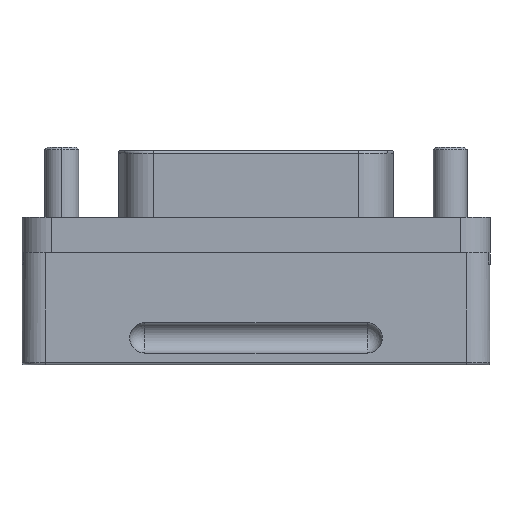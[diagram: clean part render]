
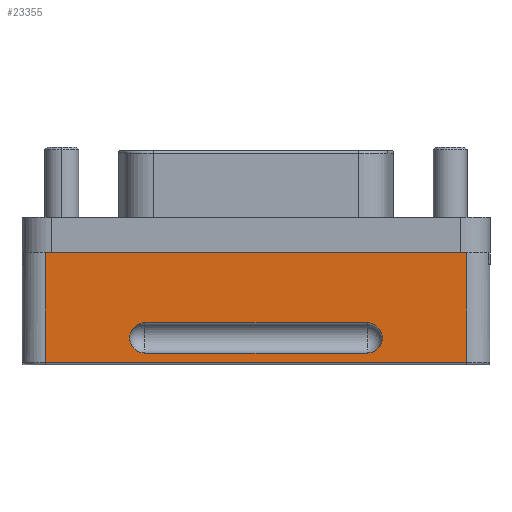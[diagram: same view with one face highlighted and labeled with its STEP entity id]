
A CAD part, front view. The second image highlights one B-rep face of the part: STEP entity #23355.
In plain terms, the highlighted planar face has unit normal (0, -1, 0).
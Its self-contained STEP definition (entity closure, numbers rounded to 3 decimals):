
#522 = DIRECTION ( 'NONE',  ( 1., 0., 0. ) ) ;
#544 = FACE_BOUND ( 'NONE', #5432, .T. ) ;
#1468 = VERTEX_POINT ( 'NONE', #22357 ) ;
#1484 = VECTOR ( 'NONE', #12689, 1000. ) ;
#2385 = DIRECTION ( 'NONE',  ( 0., 0., 1. ) ) ;
#2405 = DIRECTION ( 'NONE',  ( 0., 0., -1. ) ) ;
#2604 = EDGE_CURVE ( 'NONE', #8962, #5543, #11215, .T. ) ;
#2814 = CARTESIAN_POINT ( 'NONE',  ( 9.5, -6., 1. ) ) ;
#3810 = DIRECTION ( 'NONE',  ( 0., 1., 0. ) ) ;
#4224 = CARTESIAN_POINT ( 'NONE',  ( -20., -6., 0.2 ) ) ;
#4227 = ORIENTED_EDGE ( 'NONE', *, *, #2604, .T. ) ;
#4976 = EDGE_CURVE ( 'NONE', #1468, #16274, #20878, .T. ) ;
#5148 = EDGE_CURVE ( 'NONE', #16274, #8962, #14551, .T. ) ;
#5432 = EDGE_LOOP ( 'NONE', ( #16975, #4227, #10590, #11165 ) ) ;
#5543 = VERTEX_POINT ( 'NONE', #7022 ) ;
#5920 = DIRECTION ( 'NONE',  ( 0., 1., 0. ) ) ;
#6339 = EDGE_CURVE ( 'NONE', #6924, #18795, #20571, .T. ) ;
#6813 = VECTOR ( 'NONE', #522, 1000. ) ;
#6924 = VERTEX_POINT ( 'NONE', #16476 ) ;
#7022 = CARTESIAN_POINT ( 'NONE',  ( -9.5, -6., 3.6 ) ) ;
#7106 = EDGE_CURVE ( 'NONE', #18795, #24994, #20653, .T. ) ;
#8179 = CARTESIAN_POINT ( 'NONE',  ( -9.5, -6., 2.3 ) ) ;
#8962 = VERTEX_POINT ( 'NONE', #24621 ) ;
#9895 = VECTOR ( 'NONE', #10708, 1000. ) ;
#10051 = VECTOR ( 'NONE', #2385, 1000. ) ;
#10379 = AXIS2_PLACEMENT_3D ( 'NONE', #8179, #3810, #23958 ) ;
#10503 = DIRECTION ( 'NONE',  ( 1., 0., 0. ) ) ;
#10590 = ORIENTED_EDGE ( 'NONE', *, *, #25949, .T. ) ;
#10609 = CARTESIAN_POINT ( 'NONE',  ( -20., -6., 9.6 ) ) ;
#10708 = DIRECTION ( 'NONE',  ( -1., 0., 0. ) ) ;
#10765 = LINE ( 'NONE', #22552, #11340 ) ;
#11165 = ORIENTED_EDGE ( 'NONE', *, *, #4976, .T. ) ;
#11215 = CIRCLE ( 'NONE', #10379, 1.3 ) ;
#11340 = VECTOR ( 'NONE', #10503, 1000. ) ;
#12689 = DIRECTION ( 'NONE',  ( 1., 0., 0. ) ) ;
#12693 = CARTESIAN_POINT ( 'NONE',  ( 9.5, -6., 1. ) ) ;
#13293 = EDGE_CURVE ( 'NONE', #6924, #18233, #10765, .T. ) ;
#13769 = CARTESIAN_POINT ( 'NONE',  ( 9.5, -6., 2.3 ) ) ;
#14546 = LINE ( 'NONE', #22624, #1484 ) ;
#14551 = LINE ( 'NONE', #12693, #9895 ) ;
#14598 = ORIENTED_EDGE ( 'NONE', *, *, #13293, .F. ) ;
#14620 = ORIENTED_EDGE ( 'NONE', *, *, #23298, .T. ) ;
#14973 = CARTESIAN_POINT ( 'NONE',  ( 18., -6., 9.6 ) ) ;
#15770 = VECTOR ( 'NONE', #2405, 1000. ) ;
#16274 = VERTEX_POINT ( 'NONE', #2814 ) ;
#16413 = CARTESIAN_POINT ( 'NONE',  ( 18., -6., 9.6 ) ) ;
#16476 = CARTESIAN_POINT ( 'NONE',  ( -18., -6., 9.6 ) ) ;
#16975 = ORIENTED_EDGE ( 'NONE', *, *, #5148, .T. ) ;
#17017 = CARTESIAN_POINT ( 'NONE',  ( -18., -6., 0.2 ) ) ;
#18233 = VERTEX_POINT ( 'NONE', #16413 ) ;
#18795 = VERTEX_POINT ( 'NONE', #17017 ) ;
#19954 = EDGE_LOOP ( 'NONE', ( #25388, #23997, #14620, #14598 ) ) ;
#20244 = DIRECTION ( 'NONE',  ( -1., 0., 0. ) ) ;
#20571 = LINE ( 'NONE', #22936, #15770 ) ;
#20653 = LINE ( 'NONE', #4224, #6813 ) ;
#20798 = PLANE ( 'NONE',  #25288 ) ;
#20878 = CIRCLE ( 'NONE', #25527, 1.3 ) ;
#22357 = CARTESIAN_POINT ( 'NONE',  ( 9.5, -6., 3.6 ) ) ;
#22552 = CARTESIAN_POINT ( 'NONE',  ( -20., -6., 9.6 ) ) ;
#22624 = CARTESIAN_POINT ( 'NONE',  ( 9.5, -6., 3.6 ) ) ;
#22669 = DIRECTION ( 'NONE',  ( 0., 1., 0. ) ) ;
#22794 = LINE ( 'NONE', #14973, #10051 ) ;
#22936 = CARTESIAN_POINT ( 'NONE',  ( -18., -6., 9.6 ) ) ;
#23298 = EDGE_CURVE ( 'NONE', #24994, #18233, #22794, .T. ) ;
#23355 = ADVANCED_FACE ( 'NONE', ( #544, #24520 ), #20798, .F. ) ;
#23958 = DIRECTION ( 'NONE',  ( -1., 0., 0. ) ) ;
#23997 = ORIENTED_EDGE ( 'NONE', *, *, #7106, .T. ) ;
#24520 = FACE_OUTER_BOUND ( 'NONE', #19954, .T. ) ;
#24621 = CARTESIAN_POINT ( 'NONE',  ( -9.5, -6., 1. ) ) ;
#24912 = DIRECTION ( 'NONE',  ( -1., 0., 0. ) ) ;
#24994 = VERTEX_POINT ( 'NONE', #25589 ) ;
#25288 = AXIS2_PLACEMENT_3D ( 'NONE', #10609, #22669, #24912 ) ;
#25388 = ORIENTED_EDGE ( 'NONE', *, *, #6339, .T. ) ;
#25527 = AXIS2_PLACEMENT_3D ( 'NONE', #13769, #5920, #20244 ) ;
#25589 = CARTESIAN_POINT ( 'NONE',  ( 18., -6., 0.2 ) ) ;
#25949 = EDGE_CURVE ( 'NONE', #5543, #1468, #14546, .T. ) ;
